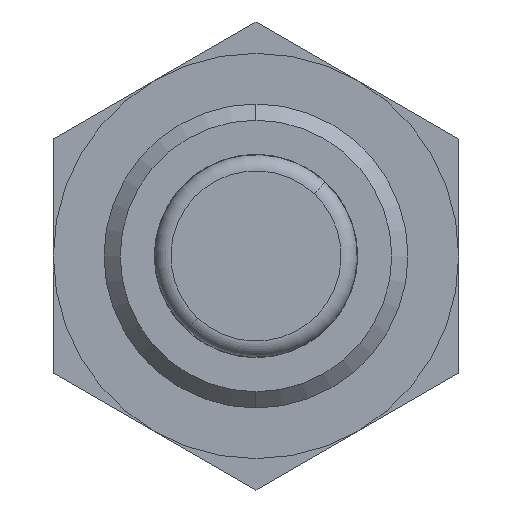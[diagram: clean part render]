
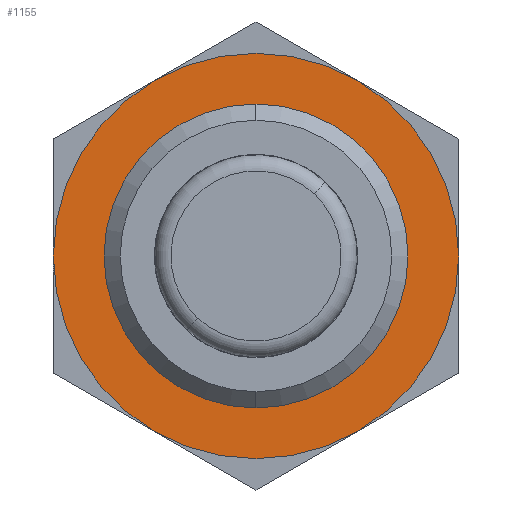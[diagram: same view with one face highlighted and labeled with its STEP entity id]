
A CAD part, left-side view. The second image highlights one B-rep face of the part: STEP entity #1155.
In plain terms, the highlighted planar face has unit normal (-1, 0, 0).
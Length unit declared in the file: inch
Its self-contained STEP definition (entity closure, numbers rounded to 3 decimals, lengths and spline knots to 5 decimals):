
#23 = ORIENTED_EDGE ( 'NONE', *, *, #90, .F. ) ;
#27 = EDGE_LOOP ( 'NONE', ( #23, #103 ) ) ;
#30 = DIRECTION ( 'NONE',  ( 0., 0., -1. ) ) ;
#80 = CARTESIAN_POINT ( 'NONE',  ( 0.28, 0., 0.25 ) ) ;
#90 = EDGE_CURVE ( 'NONE', #437, #1309, #824, .T. ) ;
#103 = ORIENTED_EDGE ( 'NONE', *, *, #578, .F. ) ;
#119 = CARTESIAN_POINT ( 'NONE',  ( 0.28, 0., 0. ) ) ;
#138 = CARTESIAN_POINT ( 'NONE',  ( 0.28, 0., 0. ) ) ;
#146 = FACE_BOUND ( 'NONE', #516, .T. ) ;
#188 = AXIS2_PLACEMENT_3D ( 'NONE', #731, #223, #765 ) ;
#223 = DIRECTION ( 'NONE',  ( 1., 0., 0. ) ) ;
#242 = DIRECTION ( 'NONE',  ( 1., 0., 0. ) ) ;
#250 = CARTESIAN_POINT ( 'NONE',  ( 0.28, 0., 0. ) ) ;
#268 = VERTEX_POINT ( 'NONE', #790 ) ;
#272 = AXIS2_PLACEMENT_3D ( 'NONE', #138, #551, #30 ) ;
#293 = CARTESIAN_POINT ( 'NONE',  ( 0.28, 0., -0.25 ) ) ;
#437 = VERTEX_POINT ( 'NONE', #80 ) ;
#452 = PLANE ( 'NONE',  #1061 ) ;
#468 = DIRECTION ( 'NONE',  ( 1., 0., 0. ) ) ;
#506 = ORIENTED_EDGE ( 'NONE', *, *, #1122, .T. ) ;
#516 = EDGE_LOOP ( 'NONE', ( #506, #1089 ) ) ;
#551 = DIRECTION ( 'NONE',  ( 1., 0., 0. ) ) ;
#576 = CARTESIAN_POINT ( 'NONE',  ( 0.28, 0., -0.1875 ) ) ;
#578 = EDGE_CURVE ( 'NONE', #1309, #437, #1158, .T. ) ;
#662 = DIRECTION ( 'NONE',  ( 0., 0., -1. ) ) ;
#674 = DIRECTION ( 'NONE',  ( 0., 0., -1. ) ) ;
#682 = CARTESIAN_POINT ( 'NONE',  ( 0.28, 0., 0. ) ) ;
#720 = AXIS2_PLACEMENT_3D ( 'NONE', #682, #1303, #993 ) ;
#731 = CARTESIAN_POINT ( 'NONE',  ( 0.28, 0., 0. ) ) ;
#765 = DIRECTION ( 'NONE',  ( 0., 0., -1. ) ) ;
#773 = AXIS2_PLACEMENT_3D ( 'NONE', #119, #242, #662 ) ;
#790 = CARTESIAN_POINT ( 'NONE',  ( 0.28, 0., 0.1875 ) ) ;
#824 = CIRCLE ( 'NONE', #773, 0.25 ) ;
#935 = VERTEX_POINT ( 'NONE', #576 ) ;
#974 = CIRCLE ( 'NONE', #720, 0.1875 ) ;
#993 = DIRECTION ( 'NONE',  ( 0., 0., -1. ) ) ;
#1061 = AXIS2_PLACEMENT_3D ( 'NONE', #250, #468, #674 ) ;
#1089 = ORIENTED_EDGE ( 'NONE', *, *, #1143, .T. ) ;
#1120 = FACE_OUTER_BOUND ( 'NONE', #27, .T. ) ;
#1122 = EDGE_CURVE ( 'NONE', #268, #935, #974, .T. ) ;
#1143 = EDGE_CURVE ( 'NONE', #935, #268, #1216, .T. ) ;
#1155 = ADVANCED_FACE ( 'NONE', ( #1120, #146 ), #452, .F. ) ;
#1158 = CIRCLE ( 'NONE', #188, 0.25 ) ;
#1216 = CIRCLE ( 'NONE', #272, 0.1875 ) ;
#1303 = DIRECTION ( 'NONE',  ( 1., 0., 0. ) ) ;
#1309 = VERTEX_POINT ( 'NONE', #293 ) ;
